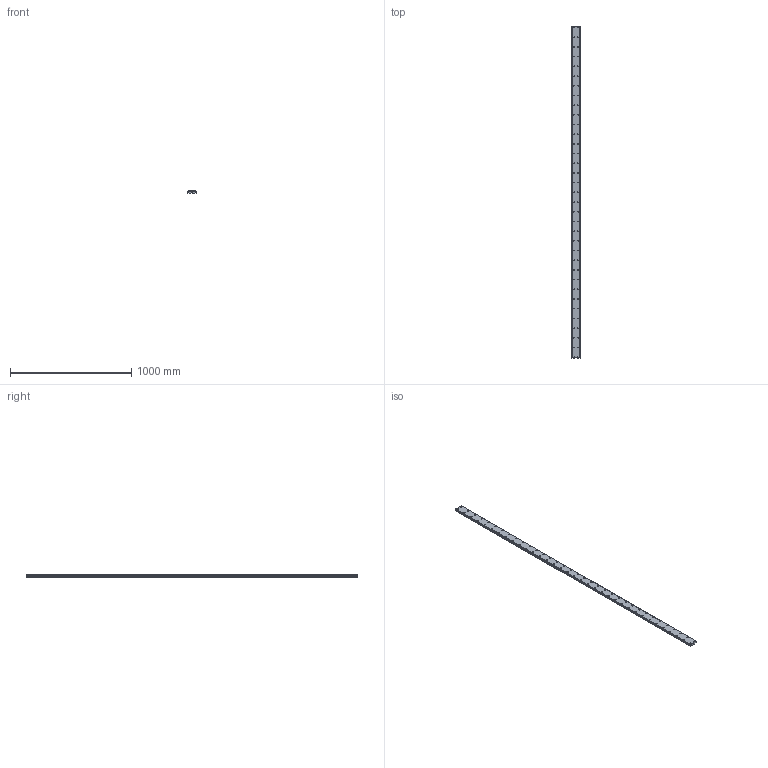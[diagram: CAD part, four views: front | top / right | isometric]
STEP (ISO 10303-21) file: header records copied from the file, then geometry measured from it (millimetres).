
FILE_DESCRIPTION(('STEP AP214'),'1');
FILE_NAME('cctmp_842AE50B-10C4-41B8-96CC-66D5E6DFB103_2021_03_08_08_37_01_0805..stp','2021-03-08T07:37:02',('HIWIN GmbH'),('CADClick - www.CADClick.com'),'Spatial InterOp 3D',' ','unknown authorization');
FILE_SCHEMA(('AUTOMOTIVE_DESIGN'));
Length unit declared in the file: millimetre
Products named in the file (1): WER35R2740H_FILE
Bounding box: 69 x 2740 x 19 mm (x, y, z)
Volume: 3304750 mm3; surface area: 535030.9 mm2
Topology: 1 solids, 1 shells, 733 faces, 1551 edges, 1034 vertices
Faces by surface type: cylinder 438, plane 295
Entity records: 25989 total; most frequent: DIRECTION 3895, CARTESIAN_POINT 3319, ORIENTED_EDGE 3102, AXIS2_PLACEMENT_3D 1610, EDGE_CURVE 1551, VERTEX_POINT 1034, EDGE_LOOP 947, CIRCLE 876
